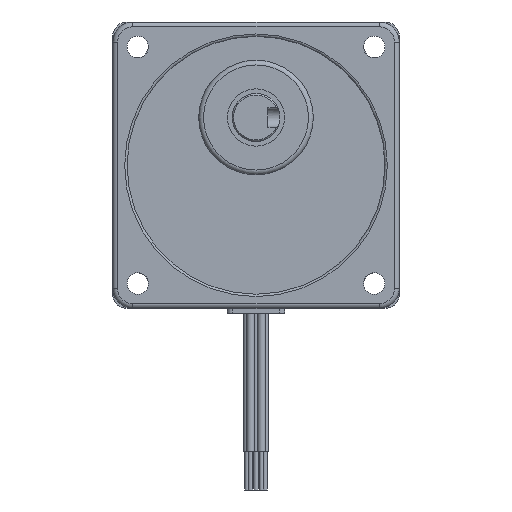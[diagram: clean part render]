
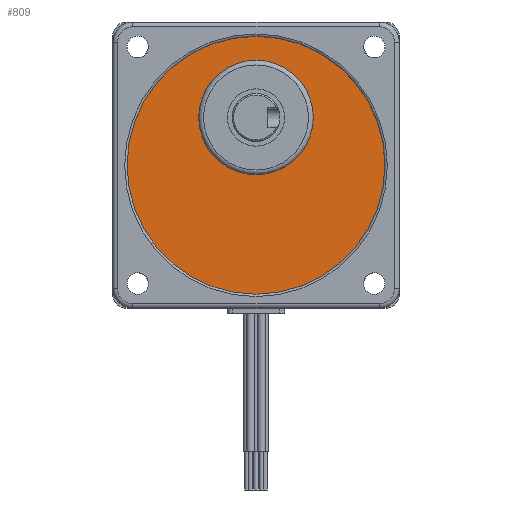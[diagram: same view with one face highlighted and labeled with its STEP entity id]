
A CAD part, front view. The second image highlights one B-rep face of the part: STEP entity #809.
In plain terms, the highlighted planar face has unit normal (0, -1, 0).
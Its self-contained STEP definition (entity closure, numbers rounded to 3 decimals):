
#809 = ADVANCED_FACE( '', ( #1627, #1628 ), #1629, .F. );
#1627 = FACE_BOUND( '', #2416, .T. );
#1628 = FACE_OUTER_BOUND( '', #2417, .T. );
#1629 = PLANE( '', #2418 );
#2416 = EDGE_LOOP( '', ( #4320 ) );
#2417 = EDGE_LOOP( '', ( #4321 ) );
#2418 = AXIS2_PLACEMENT_3D( '', #4322, #4323, #4324 );
#4320 = ORIENTED_EDGE( '', *, *, #4910, .T. );
#4321 = ORIENTED_EDGE( '', *, *, #5103, .F. );
#4322 = CARTESIAN_POINT( '', ( 0., 0.5, 0. ) );
#4323 = DIRECTION( '', ( 0., 1., 0. ) );
#4324 = DIRECTION( '', ( 0., 0., 1. ) );
#4910 = EDGE_CURVE( '', #5955, #5955, #5956, .T. );
#5103 = EDGE_CURVE( '', #6190, #6190, #6191, .T. );
#5955 = VERTEX_POINT( '', #7354 );
#5956 = CIRCLE( '', #7355, 12. );
#6190 = VERTEX_POINT( '', #7648 );
#6191 = CIRCLE( '', #7649, 27. );
#7354 = CARTESIAN_POINT( '', ( 0., 0.5, 22. ) );
#7355 = AXIS2_PLACEMENT_3D( '', #8440, #8441, #8442 );
#7648 = CARTESIAN_POINT( '', ( 27., 0.5, 0. ) );
#7649 = AXIS2_PLACEMENT_3D( '', #8634, #8635, #8636 );
#8440 = CARTESIAN_POINT( '', ( 0., 0.5, 10. ) );
#8441 = DIRECTION( '', ( 0., 1., 0. ) );
#8442 = DIRECTION( '', ( 0., 0., 1. ) );
#8634 = CARTESIAN_POINT( '', ( 0., 0.5, 0. ) );
#8635 = DIRECTION( '', ( 0., 1., 0. ) );
#8636 = DIRECTION( '', ( 1., 0., 0. ) );
